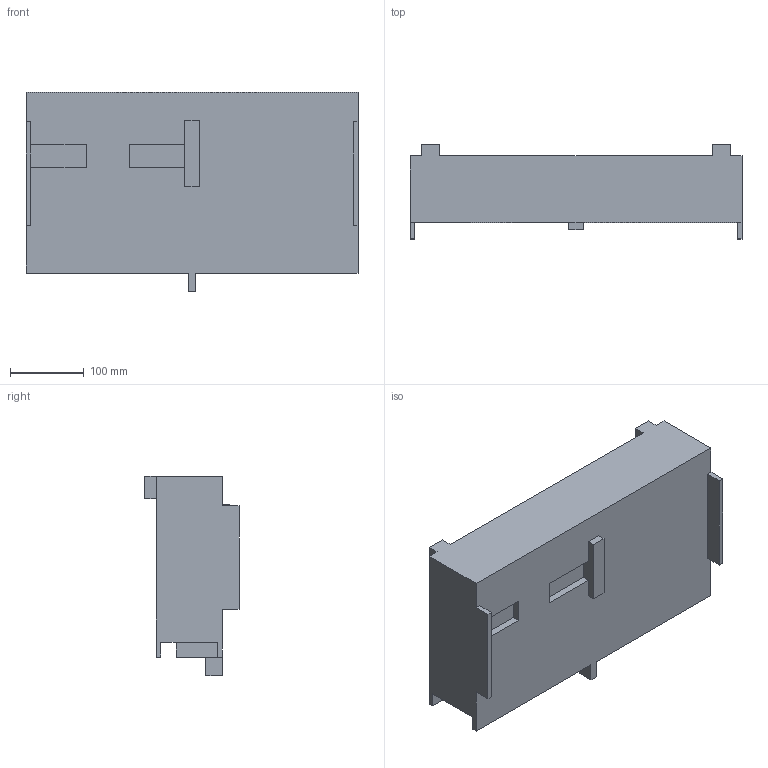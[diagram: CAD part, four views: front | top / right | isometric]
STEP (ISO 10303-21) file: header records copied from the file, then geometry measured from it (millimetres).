
FILE_DESCRIPTION((' '),'2;1');
FILE_NAME('KT7-PE1-01_3D.stp','2012-04-03T16:46:26',(' '),(' '),' ','ACIS',' ');
FILE_SCHEMA(('CONFIG_CONTROL_DESIGN'));
Length unit declared in the file: millimetre
Products named in the file (1): KT7-PE1-01_3D.stp
Bounding box: 450 x 127.5 x 270 mm (x, y, z)
Volume: 5646788 mm3; surface area: 500441 mm2
Topology: 1 solids, 1 shells, 57 faces, 161 edges, 107 vertices
Faces by surface type: plane 57
Entity records: 1914 total; most frequent: CARTESIAN_POINT 326, ORIENTED_EDGE 322, DIRECTION 277, VECTOR 161, LINE 161, EDGE_CURVE 161, VERTEX_POINT 107, AXIS2_PLACEMENT_3D 58
